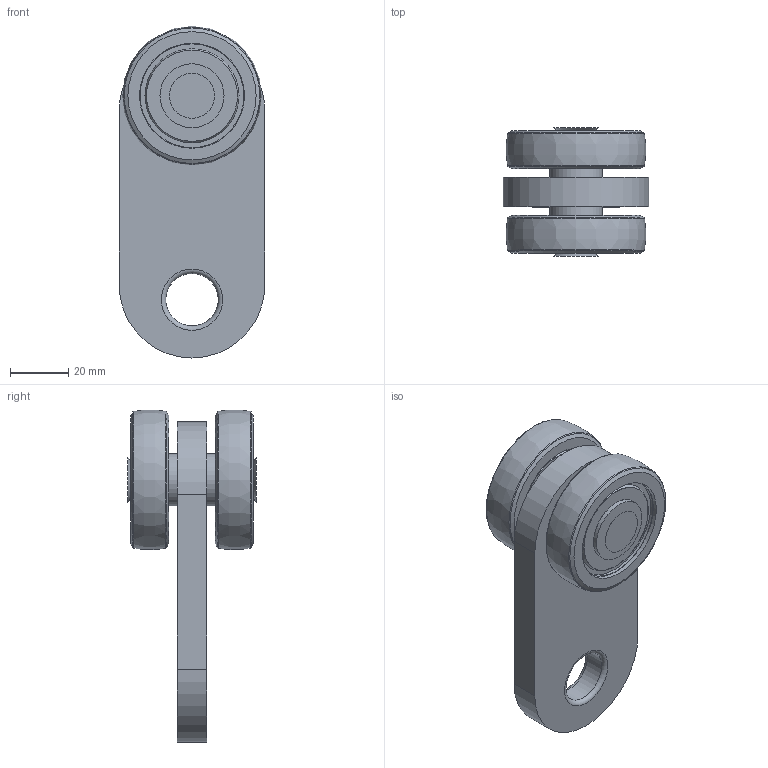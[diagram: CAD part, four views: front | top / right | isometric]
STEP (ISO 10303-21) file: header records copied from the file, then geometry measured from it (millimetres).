
FILE_DESCRIPTION(('STEP AP214'),'1');
FILE_NAME('PMH Åkvagn 1511.stp','2013-08-06T14:38:37',(' '),(' '),'Spatial InterOp 3D',' ',' ');
FILE_SCHEMA(('automotive_design'));
Length unit declared in the file: millimetre
Products named in the file (19): PMH Profilskena akvagn 1511; NAUO9; NAUO6; NAUO4; NAUO3; NAUO8; NAUO7
Assembly tree (33 placements, depth 3):
  PMH Profilskena akvagn 1511
    NAUO9  x2
    NAUO9  x2
    NAUO9  x2
    NAUO9  x2
    NAUO9  x2
    NAUO9  x2
    NAUO9  x2
    NAUO9  x2
    NAUO9  x2
    NAUO9  x2
    NAUO9  x2
    NAUO9  x2
    NAUO9  x2
    NAUO6  x2
    NAUO4  x2
    NAUO3
      NAUO8
      NAUO7
Bounding box: 50 x 44 x 113.94 mm (x, y, z)
Volume: 84235.4 mm3; surface area: 42295 mm2
Topology: 32 solids, 32 shells, 147 faces, 267 edges, 170 vertices
Faces by surface type: plane 52, cylinder 47, cone 18, sphere 16, torus 12, bspline 2
Full cylindrical faces by diameter (mm): 12 x3, 12.2 x1, 12.5 x4, 18 x3, 22 x10, 24 x4, 24.6 x2, 29.4 x2, 30 x4, 35.6 x4, 36 x8
Entity records: 2826 total; most frequent: DIRECTION 382, CARTESIAN_POINT 299, AXIS2_PLACEMENT_3D 187, ORIENTED_EDGE 160, EDGE_LOOP 142, FACE_OUTER_BOUND 105, STYLED_ITEM 81, PRESENTATION_STYLE_ASSIGNMENT 81
